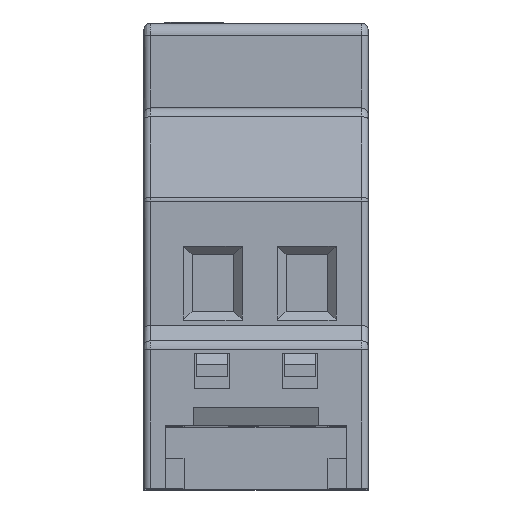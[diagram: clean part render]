
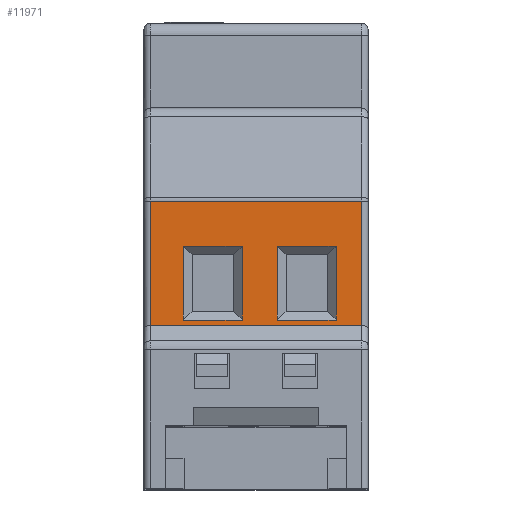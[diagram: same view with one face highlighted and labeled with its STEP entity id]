
A CAD part, top view. The second image highlights one B-rep face of the part: STEP entity #11971.
In plain terms, the highlighted planar face has unit normal (0, 0, 1).
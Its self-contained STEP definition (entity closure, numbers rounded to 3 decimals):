
#3291=DIRECTION('',(-1.,0.,0.));
#3292=VECTOR('',#3291,16.9);
#3293=CARTESIAN_POINT('',(8.45,8.,38.5));
#3294=LINE('',#3293,#3292);
#3305=DIRECTION('',(-1.,0.,0.));
#3306=VECTOR('',#3305,16.9);
#3307=CARTESIAN_POINT('',(8.45,17.949,38.5));
#3308=LINE('',#3307,#3306);
#3918=DIRECTION('',(0.,-1.,0.));
#3919=VECTOR('',#3918,9.949);
#3920=CARTESIAN_POINT('',(-8.45,17.949,38.5));
#3921=LINE('',#3920,#3919);
#4174=DIRECTION('',(0.,1.,0.));
#4175=VECTOR('',#4174,9.949);
#4176=CARTESIAN_POINT('',(8.45,8.,38.5));
#4177=LINE('',#4176,#4175);
#6054=DIRECTION('',(-1.,0.,0.));
#6055=VECTOR('',#6054,4.7);
#6056=CARTESIAN_POINT('',(6.4,8.45,38.5));
#6057=LINE('',#6056,#6055);
#6082=DIRECTION('',(0.,-1.,0.));
#6083=VECTOR('',#6082,5.9);
#6084=CARTESIAN_POINT('',(6.4,14.35,38.5));
#6085=LINE('',#6084,#6083);
#6117=DIRECTION('',(1.,0.,0.));
#6118=VECTOR('',#6117,4.7);
#6119=CARTESIAN_POINT('',(1.7,14.35,38.5));
#6120=LINE('',#6119,#6118);
#6180=DIRECTION('',(0.,1.,0.));
#6181=VECTOR('',#6180,5.9);
#6182=CARTESIAN_POINT('',(1.7,8.45,38.5));
#6183=LINE('',#6182,#6181);
#6194=DIRECTION('',(-1.,0.,0.));
#6195=VECTOR('',#6194,4.7);
#6196=CARTESIAN_POINT('',(-1.1,8.45,38.5));
#6197=LINE('',#6196,#6195);
#6222=DIRECTION('',(0.,-1.,0.));
#6223=VECTOR('',#6222,5.9);
#6224=CARTESIAN_POINT('',(-1.1,14.35,38.5));
#6225=LINE('',#6224,#6223);
#6257=DIRECTION('',(1.,0.,0.));
#6258=VECTOR('',#6257,4.7);
#6259=CARTESIAN_POINT('',(-5.8,14.35,38.5));
#6260=LINE('',#6259,#6258);
#6320=DIRECTION('',(0.,1.,0.));
#6321=VECTOR('',#6320,5.9);
#6322=CARTESIAN_POINT('',(-5.8,8.45,38.5));
#6323=LINE('',#6322,#6321);
#8989=CARTESIAN_POINT('',(8.45,8.,38.5));
#8990=CARTESIAN_POINT('',(-8.45,8.,38.5));
#8991=VERTEX_POINT('',#8989);
#8992=VERTEX_POINT('',#8990);
#8993=CARTESIAN_POINT('',(8.45,17.949,38.5));
#8994=CARTESIAN_POINT('',(-8.45,17.949,38.5));
#8995=VERTEX_POINT('',#8993);
#8996=VERTEX_POINT('',#8994);
#8997=CARTESIAN_POINT('',(6.4,8.45,38.5));
#8998=CARTESIAN_POINT('',(1.7,8.45,38.5));
#8999=VERTEX_POINT('',#8997);
#9000=VERTEX_POINT('',#8998);
#9001=CARTESIAN_POINT('',(6.4,14.35,38.5));
#9002=VERTEX_POINT('',#9001);
#9003=CARTESIAN_POINT('',(1.7,14.35,38.5));
#9004=VERTEX_POINT('',#9003);
#9005=CARTESIAN_POINT('',(-1.1,8.45,38.5));
#9006=CARTESIAN_POINT('',(-5.8,8.45,38.5));
#9007=VERTEX_POINT('',#9005);
#9008=VERTEX_POINT('',#9006);
#9009=CARTESIAN_POINT('',(-1.1,14.35,38.5));
#9010=VERTEX_POINT('',#9009);
#9011=CARTESIAN_POINT('',(-5.8,14.35,38.5));
#9012=VERTEX_POINT('',#9011);
#11937=CARTESIAN_POINT('',(7.95,17.949,38.5));
#11938=DIRECTION('',(0.,0.,-1.));
#11939=DIRECTION('',(0.,1.,0.));
#11940=AXIS2_PLACEMENT_3D('',#11937,#11938,#11939);
#11941=PLANE('',#11940);
#11943=ORIENTED_EDGE('',*,*,#11942,.F.);
#11945=ORIENTED_EDGE('',*,*,#11944,.F.);
#11946=ORIENTED_EDGE('',*,*,#11927,.T.);
#11948=ORIENTED_EDGE('',*,*,#11947,.F.);
#11949=EDGE_LOOP('',(#11943,#11945,#11946,#11948));
#11950=FACE_OUTER_BOUND('',#11949,.F.);
#11952=ORIENTED_EDGE('',*,*,#11951,.F.);
#11954=ORIENTED_EDGE('',*,*,#11953,.F.);
#11956=ORIENTED_EDGE('',*,*,#11955,.F.);
#11958=ORIENTED_EDGE('',*,*,#11957,.F.);
#11959=EDGE_LOOP('',(#11952,#11954,#11956,#11958));
#11960=FACE_BOUND('',#11959,.F.);
#11962=ORIENTED_EDGE('',*,*,#11961,.F.);
#11964=ORIENTED_EDGE('',*,*,#11963,.F.);
#11966=ORIENTED_EDGE('',*,*,#11965,.F.);
#11968=ORIENTED_EDGE('',*,*,#11967,.F.);
#11969=EDGE_LOOP('',(#11962,#11964,#11966,#11968));
#11970=FACE_BOUND('',#11969,.F.);
#11927=EDGE_CURVE('',#8991,#8992,#3294,.T.);
#11942=EDGE_CURVE('',#8995,#8996,#3308,.T.);
#11944=EDGE_CURVE('',#8991,#8995,#4177,.T.);
#11947=EDGE_CURVE('',#8996,#8992,#3921,.T.);
#11951=EDGE_CURVE('',#8999,#9000,#6057,.T.);
#11953=EDGE_CURVE('',#9002,#8999,#6085,.T.);
#11955=EDGE_CURVE('',#9004,#9002,#6120,.T.);
#11957=EDGE_CURVE('',#9000,#9004,#6183,.T.);
#11961=EDGE_CURVE('',#9007,#9008,#6197,.T.);
#11963=EDGE_CURVE('',#9010,#9007,#6225,.T.);
#11965=EDGE_CURVE('',#9012,#9010,#6260,.T.);
#11967=EDGE_CURVE('',#9008,#9012,#6323,.T.);
#11971=ADVANCED_FACE('',(#11950,#11960,#11970),#11941,.F.);
